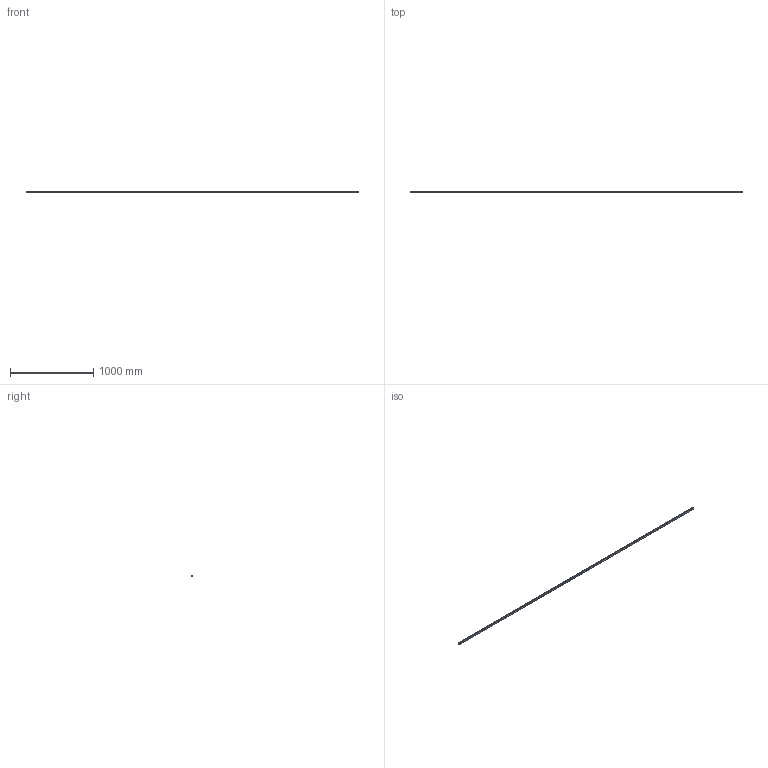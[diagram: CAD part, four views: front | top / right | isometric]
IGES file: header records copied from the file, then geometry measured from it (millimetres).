
Start section: SolidWorks IGES file using analytic representation for surfaces
Global section: file name: SHN 20 BL KIZAK.IGS; native system: SolidWorks 2011; preprocessor: SolidWorks 2011; author: Mheart; date: 120310.140541; units: millimetre
Bounding box: 4000 x 18 x 20 mm (x, y, z)
Surface area: 343415.3 mm2 (no closed solid volume)
Topology: 0 solids, 0 shells, 473 faces, 11068 edges, 11068 vertices
Faces by surface type: revolution 268, bspline 205
